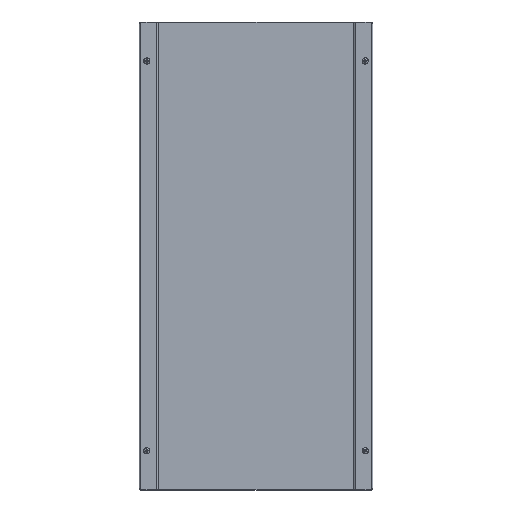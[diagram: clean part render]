
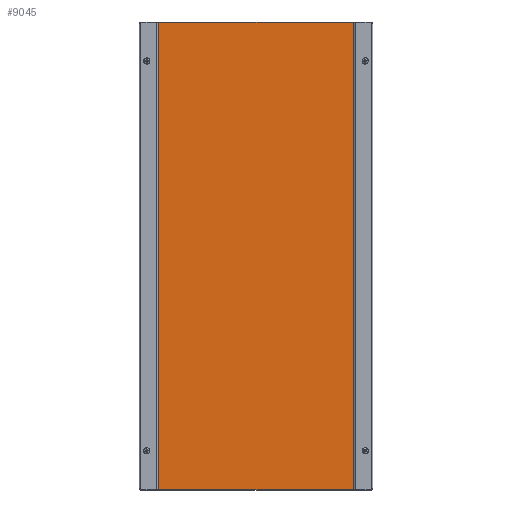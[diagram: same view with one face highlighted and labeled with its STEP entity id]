
A CAD part, top view. The second image highlights one B-rep face of the part: STEP entity #9045.
In plain terms, the highlighted face is planar.
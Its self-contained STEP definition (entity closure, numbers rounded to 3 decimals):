
#158 = VERTEX_POINT ( 'NONE', #2687 ) ;
#195 = ORIENTED_EDGE ( 'NONE', *, *, #6149, .F. ) ;
#440 = CARTESIAN_POINT ( 'NONE',  ( 0., 0., -1. ) ) ;
#1398 = LINE ( 'NONE', #10601, #6196 ) ;
#1505 = EDGE_LOOP ( 'NONE', ( #195, #12423, #7440, #4886 ) ) ;
#1968 = DIRECTION ( 'NONE',  ( -1., 0., 0. ) ) ;
#2687 = CARTESIAN_POINT ( 'NONE',  ( 251., 0., -1. ) ) ;
#2705 = LINE ( 'NONE', #3990, #11135 ) ;
#3079 = CARTESIAN_POINT ( 'NONE',  ( 251., 0., -1. ) ) ;
#3149 = DIRECTION ( 'NONE',  ( 0., 0., -1. ) ) ;
#3276 = CARTESIAN_POINT ( 'NONE',  ( 251., 600., -1. ) ) ;
#3399 = VERTEX_POINT ( 'NONE', #3977 ) ;
#3852 = EDGE_CURVE ( 'NONE', #5468, #158, #1398, .T. ) ;
#3977 = CARTESIAN_POINT ( 'NONE',  ( 2., 600., -1. ) ) ;
#3990 = CARTESIAN_POINT ( 'NONE',  ( 0., 600., -1. ) ) ;
#4111 = DIRECTION ( 'NONE',  ( 0., 1., 0. ) ) ;
#4361 = VECTOR ( 'NONE', #6463, 1000. ) ;
#4886 = ORIENTED_EDGE ( 'NONE', *, *, #8338, .F. ) ;
#5024 = VECTOR ( 'NONE', #4111, 1000. ) ;
#5321 = CARTESIAN_POINT ( 'NONE',  ( 2., 0., -1. ) ) ;
#5468 = VERTEX_POINT ( 'NONE', #5321 ) ;
#6149 = EDGE_CURVE ( 'NONE', #11254, #3399, #2705, .T. ) ;
#6196 = VECTOR ( 'NONE', #13420, 1000. ) ;
#6463 = DIRECTION ( 'NONE',  ( 0., -1., 0. ) ) ;
#7440 = ORIENTED_EDGE ( 'NONE', *, *, #3852, .F. ) ;
#8104 = LINE ( 'NONE', #3079, #5024 ) ;
#8338 = EDGE_CURVE ( 'NONE', #3399, #5468, #10297, .T. ) ;
#8520 = PLANE ( 'NONE',  #9822 ) ;
#9045 = ADVANCED_FACE ( 'NONE', ( #11083 ), #8520, .T. ) ;
#9822 = AXIS2_PLACEMENT_3D ( 'NONE', #440, #3149, #1968 ) ;
#10297 = LINE ( 'NONE', #10463, #4361 ) ;
#10463 = CARTESIAN_POINT ( 'NONE',  ( 2., 600., -1. ) ) ;
#10601 = CARTESIAN_POINT ( 'NONE',  ( 0., 0., -1. ) ) ;
#11083 = FACE_OUTER_BOUND ( 'NONE', #1505, .T. ) ;
#11135 = VECTOR ( 'NONE', #14384, 1000. ) ;
#11254 = VERTEX_POINT ( 'NONE', #3276 ) ;
#12423 = ORIENTED_EDGE ( 'NONE', *, *, #15102, .F. ) ;
#13420 = DIRECTION ( 'NONE',  ( 1., 0., 0. ) ) ;
#14384 = DIRECTION ( 'NONE',  ( -1., 0., 0. ) ) ;
#15102 = EDGE_CURVE ( 'NONE', #158, #11254, #8104, .T. ) ;
